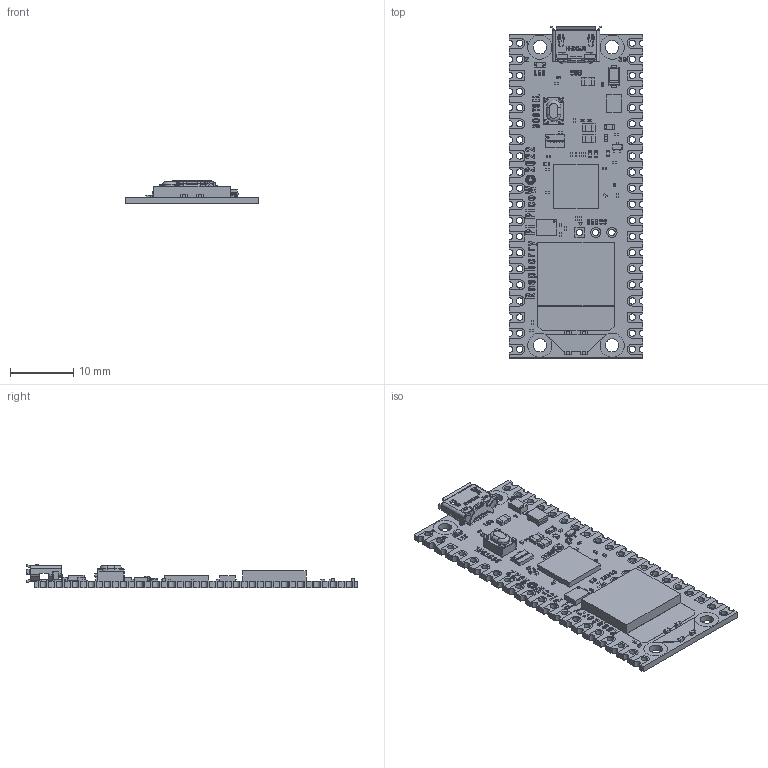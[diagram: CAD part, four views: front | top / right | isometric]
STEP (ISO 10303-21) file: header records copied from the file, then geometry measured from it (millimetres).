
FILE_DESCRIPTION(/* description */ (''),/* implementation_level */ '2;1');
FILE_NAME(/* name */ 'RaspBerryPi Pico W v2.step',/* time_stamp */ '2023-02-27T19:34:30+03:00',/* author */ (''),/* organization */ (''),/* preprocessor_version */ 'ST-DEVELOPER v19.2',/* originating_system */ 'Autodesk Translation Framework v11.17.0.187',/* authorisation */ '');
FILE_SCHEMA (('AUTOMOTIVE_DESIGN { 1 0 10303 214 3 1 1 }'));
Products named in the file (79): RaspBerryPi Pico W; BOOTSEL v3; RaspBerryPi Pico_CircuitBoard_logo v15; PicoW v1; Symbols; AVAGO_QSM; BOURNS_SRN2512; CAPC0603; CAPC0603 (1); CAPC0603 (2); CAPC0603 (3); CAPC1005; CAPC1005 (1); CAPC1005 (2); CAPC1005 (3); CAPC1005 (4); CAPC1005 (5); CAPC1005 (6); CAPC1005 (7); CAPC1005 (8); CAPC1005 (9); CAPC1005X55N; CAPC1005X55N (1); CAPC1005X55N (2); CAPC1608X90N; CAPC1608X90N (1); CAPC2012; CAPC2012 (1); CAPC2012 (2); FCI_10103594-0001LF; M0603_PICO; M0603_PICO (1); M0603_PICO (2); M0603_PICO (3); M0603_PICO (4); M0603_PICO (5); M0603_PICO (6); M0603_PICO (7); M0603_PICO (8); M0603_PICO (9) ...
Assembly tree (78 placements, depth 4):
  RaspBerryPi Pico W
    BOOTSEL v3
    RaspBerryPi Pico_CircuitBoard_logo v15
    PicoW v1
      Symbols
        AVAGO_QSM
        BOURNS_SRN2512
        CAPC0603
        CAPC0603 (1)
        CAPC0603 (2)
        CAPC0603 (3)
        CAPC1005
        CAPC1005 (1)
        CAPC1005 (2)
        CAPC1005 (3)
        CAPC1005 (4)
        CAPC1005 (5)
        CAPC1005 (6)
        CAPC1005 (7)
        CAPC1005 (8)
        CAPC1005 (9)
        CAPC1005X55N
        CAPC1005X55N (1)
        CAPC1005X55N (2)
        CAPC1608X90N
        CAPC1608X90N (1)
        CAPC2012
        CAPC2012 (1)
        CAPC2012 (2)
        FCI_10103594-0001LF
        M0603_PICO
        M0603_PICO (1)
        M0603_PICO (2)
        M0603_PICO (3)
        M0603_PICO (4)
        M0603_PICO (5)
        M0603_PICO (6)
        M0603_PICO (7)
        M0603_PICO (8)
        M0603_PICO (9)
        M0603_PICO (10)
        M0603_PICO (11)
        M0603_PICO (12)
        M0603_PICO (13)
        M0603_PICO (14)
        M0603_PICO (15)
        M0603_PICO (16)
        RESC0603
        RESC0603 (1)
        RESC0603 (2)
        RESC0603 (3)
        RESC1005
        RESC1608
        RF0603
        RF0603 (1)
        RF0603 (2)
        RF0603 (3)
        RF0603 (4)
        RF_SHIELD_PICOW
        RPI_RP2040
Bounding box: 21 x 52.34 x 3.69 mm (x, y, z)
Volume: 1361.7 mm3; surface area: 4062.4 mm2
Topology: 208 solids, 208 shells, 6278 faces, 15843 edges, 9613 vertices
Faces by surface type: plane 3235, cylinder 1530, bspline 993, sphere 510, torus 8, cone 2
Full cylindrical faces by diameter (mm): 0.276 x1, 0.3 x1, 1 x43, 1.6 x4, 2.1 x4, 3.8 x8
Entity records: 207488 total; most frequent: CARTESIAN_POINT 58785, ORIENTED_EDGE 30652, DIRECTION 27344, EDGE_CURVE 15326, LINE 10296, VECTOR 10296, VERTEX_POINT 9613, AXIS2_PLACEMENT_3D 8524
